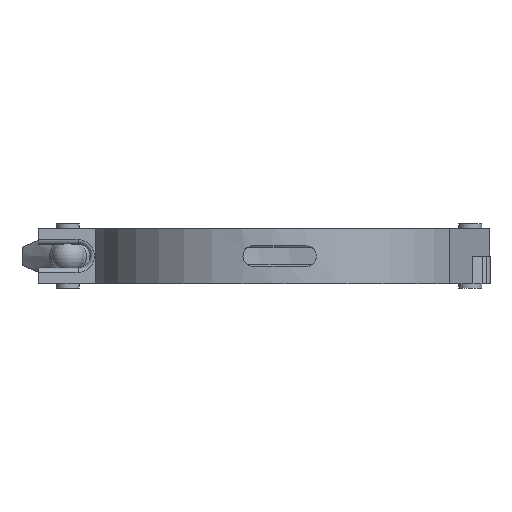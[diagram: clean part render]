
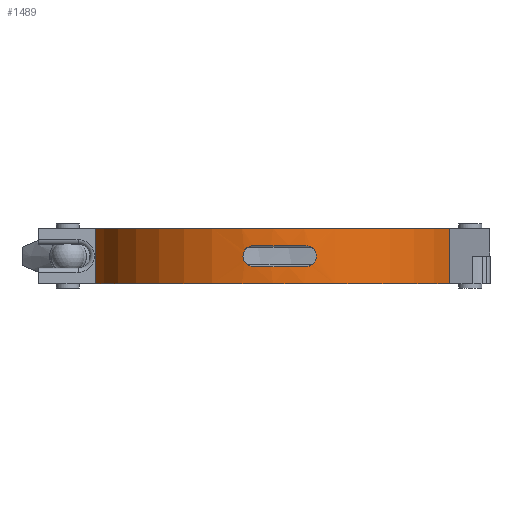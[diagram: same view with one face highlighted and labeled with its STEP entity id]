
A CAD part, front view. The second image highlights one B-rep face of the part: STEP entity #1489.
In plain terms, the highlighted cylindrical face has radius 65.106 mm (diameter 130.213 mm), a partial arc.
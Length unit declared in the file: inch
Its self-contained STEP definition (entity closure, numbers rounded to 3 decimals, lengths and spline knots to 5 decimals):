
#63=B_SPLINE_CURVE_WITH_KNOTS('',3,(#2418,#2419,#2420,#2421,#2422,#2423,
#2424,#2425,#2426,#2427,#2428,#2429,#2430,#2431,#2432,#2433,#2434,#2435),
 .UNSPECIFIED.,.F.,.F.,(4,2,2,2,2,2,2,2,4),(0.55108,0.68977,
0.82845,0.96625,1.10406,1.24136,1.37867,
1.51785,1.65703),.UNSPECIFIED.);
#67=B_SPLINE_CURVE_WITH_KNOTS('',3,(#2480,#2481,#2482,#2483,#2484,#2485,
#2486,#2487,#2488,#2489,#2490,#2491,#2492,#2493,#2494,#2495,#2496,#2497,
#2498),.UNSPECIFIED.,.F.,.F.,(4,2,2,2,3,2,2,2,4),(-0.55297,-0.41379,
-0.27461,-0.13731,0.,0.1378,0.27561,
0.41429,0.55297),.UNSPECIFIED.);
#97=FACE_BOUND('',#279,.T.);
#193=FACE_OUTER_BOUND('',#278,.T.);
#278=EDGE_LOOP('',(#1249,#1250,#1251,#1252));
#279=EDGE_LOOP('',(#1253,#1254,#1255,#1256));
#389=LINE('',#2687,#493);
#395=LINE('',#2703,#499);
#493=VECTOR('',#2090,0.3937);
#499=VECTOR('',#2110,0.3937);
#540=CIRCLE('',#1680,2.56325);
#542=CIRCLE('',#1685,2.56325);
#566=CIRCLE('',#1727,2.56325);
#571=CIRCLE('',#1739,2.56325);
#647=VERTEX_POINT('',#2408);
#648=VERTEX_POINT('',#2409);
#651=VERTEX_POINT('',#2417);
#655=VERTEX_POINT('',#2479);
#696=VERTEX_POINT('',#2667);
#697=VERTEX_POINT('',#2669);
#703=VERTEX_POINT('',#2685);
#706=VERTEX_POINT('',#2701);
#817=EDGE_CURVE('',#647,#648,#540,.T.);
#821=EDGE_CURVE('',#651,#647,#63,.T.);
#826=EDGE_CURVE('',#648,#655,#67,.T.);
#831=EDGE_CURVE('',#655,#651,#542,.T.);
#888=EDGE_CURVE('',#696,#697,#566,.T.);
#897=EDGE_CURVE('',#696,#703,#389,.T.);
#904=EDGE_CURVE('',#703,#706,#571,.T.);
#905=EDGE_CURVE('',#697,#706,#395,.T.);
#1249=ORIENTED_EDGE('',*,*,#904,.T.);
#1250=ORIENTED_EDGE('',*,*,#905,.F.);
#1251=ORIENTED_EDGE('',*,*,#888,.F.);
#1252=ORIENTED_EDGE('',*,*,#897,.T.);
#1253=ORIENTED_EDGE('',*,*,#826,.T.);
#1254=ORIENTED_EDGE('',*,*,#831,.T.);
#1255=ORIENTED_EDGE('',*,*,#821,.T.);
#1256=ORIENTED_EDGE('',*,*,#817,.T.);
#1425=CYLINDRICAL_SURFACE('',#1738,2.56325);
#1489=ADVANCED_FACE('',(#193,#97),#1425,.T.);
#1680=AXIS2_PLACEMENT_3D('',#2410,#1946,#1947);
#1685=AXIS2_PLACEMENT_3D('',#2543,#1960,#1961);
#1727=AXIS2_PLACEMENT_3D('',#2670,#2073,#2074);
#1738=AXIS2_PLACEMENT_3D('',#2700,#2106,#2107);
#1739=AXIS2_PLACEMENT_3D('',#2702,#2108,#2109);
#1946=DIRECTION('center_axis',(0.,0.,1.));
#1947=DIRECTION('ref_axis',(-0.902,-0.432,0.));
#1960=DIRECTION('center_axis',(0.,0.,-1.));
#1961=DIRECTION('ref_axis',(-0.902,-0.432,0.));
#2073=DIRECTION('center_axis',(0.,0.,-1.));
#2074=DIRECTION('ref_axis',(-0.902,-0.432,0.));
#2090=DIRECTION('',(0.,0.,1.));
#2106=DIRECTION('center_axis',(0.,0.,1.));
#2107=DIRECTION('ref_axis',(-0.902,-0.432,0.));
#2108=DIRECTION('center_axis',(0.,0.,-1.));
#2109=DIRECTION('ref_axis',(-0.902,-0.432,0.));
#2110=DIRECTION('',(0.,0.,1.));
#2408=CARTESIAN_POINT('',(3.63882,2.38083,0.5185));
#2409=CARTESIAN_POINT('',(2.92582,2.38083,0.5185));
#2410=CARTESIAN_POINT('Origin',(3.28232,-0.1575,0.5185));
#2417=CARTESIAN_POINT('',(3.63882,2.38083,0.2315));
#2418=CARTESIAN_POINT('Ctrl Pts',(3.63882,2.38083,0.2315));
#2419=CARTESIAN_POINT('Ctrl Pts',(3.65685,2.3783,0.2315));
#2420=CARTESIAN_POINT('Ctrl Pts',(3.67605,2.37539,0.2351));
#2421=CARTESIAN_POINT('Ctrl Pts',(3.71139,2.36964,0.24973));
#2422=CARTESIAN_POINT('Ctrl Pts',(3.72753,2.36682,0.26077));
#2423=CARTESIAN_POINT('Ctrl Pts',(3.75298,2.3622,0.28621));
#2424=CARTESIAN_POINT('Ctrl Pts',(3.76402,2.36009,0.30231));
#2425=CARTESIAN_POINT('Ctrl Pts',(3.7787,2.35724,0.33766));
#2426=CARTESIAN_POINT('Ctrl Pts',(3.78232,2.35651,0.35692));
#2427=CARTESIAN_POINT('Ctrl Pts',(3.78232,2.35651,0.39302));
#2428=CARTESIAN_POINT('Ctrl Pts',(3.77872,2.35723,0.41221));
#2429=CARTESIAN_POINT('Ctrl Pts',(3.76414,2.36007,0.44746));
#2430=CARTESIAN_POINT('Ctrl Pts',(3.75317,2.36216,0.46352));
#2431=CARTESIAN_POINT('Ctrl Pts',(3.72779,2.36677,0.48904));
#2432=CARTESIAN_POINT('Ctrl Pts',(3.71162,2.3696,0.50014));
#2433=CARTESIAN_POINT('Ctrl Pts',(3.67618,2.37537,0.51487));
#2434=CARTESIAN_POINT('Ctrl Pts',(3.65691,2.37829,0.5185));
#2435=CARTESIAN_POINT('Ctrl Pts',(3.63882,2.38083,0.5185));
#2479=CARTESIAN_POINT('',(2.92582,2.38083,0.2315));
#2480=CARTESIAN_POINT('Ctrl Pts',(2.92582,2.38083,0.5185));
#2481=CARTESIAN_POINT('Ctrl Pts',(2.90774,2.37829,0.5185));
#2482=CARTESIAN_POINT('Ctrl Pts',(2.88847,2.37537,0.51487));
#2483=CARTESIAN_POINT('Ctrl Pts',(2.85303,2.3696,0.50014));
#2484=CARTESIAN_POINT('Ctrl Pts',(2.83686,2.36677,0.48904));
#2485=CARTESIAN_POINT('Ctrl Pts',(2.81148,2.36216,0.46352));
#2486=CARTESIAN_POINT('Ctrl Pts',(2.8005,2.36007,0.44746));
#2487=CARTESIAN_POINT('Ctrl Pts',(2.78593,2.35723,0.41221));
#2488=CARTESIAN_POINT('Ctrl Pts',(2.78232,2.35651,0.39302));
#2489=CARTESIAN_POINT('Ctrl Pts',(2.78232,2.35651,0.375));
#2490=CARTESIAN_POINT('Ctrl Pts',(2.78232,2.35651,0.35692));
#2491=CARTESIAN_POINT('Ctrl Pts',(2.78595,2.35724,0.33766));
#2492=CARTESIAN_POINT('Ctrl Pts',(2.80063,2.36009,0.30231));
#2493=CARTESIAN_POINT('Ctrl Pts',(2.81167,2.3622,0.28621));
#2494=CARTESIAN_POINT('Ctrl Pts',(2.83712,2.36682,0.26077));
#2495=CARTESIAN_POINT('Ctrl Pts',(2.85326,2.36964,0.24973));
#2496=CARTESIAN_POINT('Ctrl Pts',(2.8886,2.37539,0.2351));
#2497=CARTESIAN_POINT('Ctrl Pts',(2.9078,2.3783,0.2315));
#2498=CARTESIAN_POINT('Ctrl Pts',(2.92582,2.38083,0.2315));
#2543=CARTESIAN_POINT('Origin',(3.28232,-0.1575,0.2315));
#2667=CARTESIAN_POINT('',(0.775,0.375,0.));
#2669=CARTESIAN_POINT('',(5.59413,0.94965,0.));
#2670=CARTESIAN_POINT('Origin',(3.28232,-0.1575,0.));
#2685=CARTESIAN_POINT('',(0.775,0.375,0.75));
#2687=CARTESIAN_POINT('',(0.775,0.375,0.));
#2700=CARTESIAN_POINT('Origin',(3.28232,-0.1575,0.));
#2701=CARTESIAN_POINT('',(5.59413,0.94965,0.75));
#2702=CARTESIAN_POINT('Origin',(3.28232,-0.1575,0.75));
#2703=CARTESIAN_POINT('',(5.59413,0.94965,0.));
